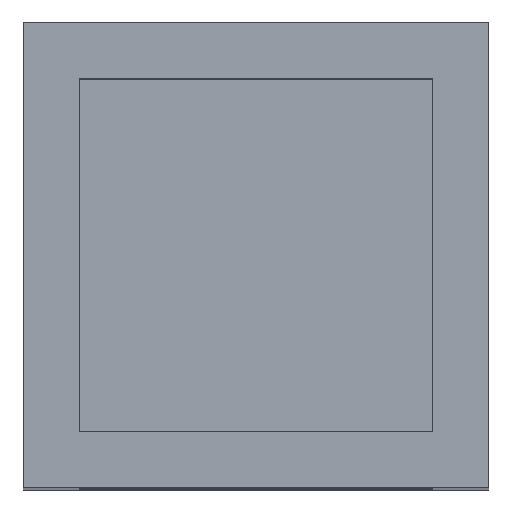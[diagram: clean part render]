
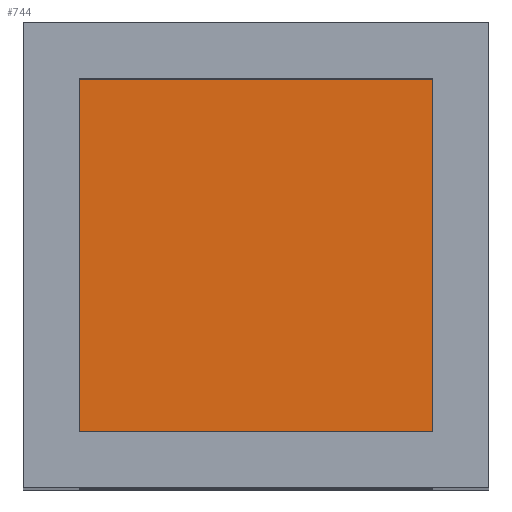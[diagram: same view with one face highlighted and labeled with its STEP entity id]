
A CAD part, top view. The second image highlights one B-rep face of the part: STEP entity #744.
In plain terms, the highlighted planar face has unit normal (0, 0, 1).
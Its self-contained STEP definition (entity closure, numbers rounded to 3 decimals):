
#27=FACE_OUTER_BOUND('',#69,.T.);
#69=EDGE_LOOP('',(#493,#494,#495,#496));
#120=LINE('',#1041,#223);
#121=LINE('',#1043,#224);
#122=LINE('',#1045,#225);
#123=LINE('',#1046,#226);
#223=VECTOR('',#848,10.);
#224=VECTOR('',#849,10.);
#225=VECTOR('',#850,10.);
#226=VECTOR('',#851,10.);
#326=VERTEX_POINT('',#1039);
#327=VERTEX_POINT('',#1040);
#328=VERTEX_POINT('',#1042);
#329=VERTEX_POINT('',#1044);
#388=EDGE_CURVE('',#326,#327,#120,.T.);
#389=EDGE_CURVE('',#327,#328,#121,.T.);
#390=EDGE_CURVE('',#328,#329,#122,.T.);
#391=EDGE_CURVE('',#326,#329,#123,.T.);
#493=ORIENTED_EDGE('',*,*,#388,.T.);
#494=ORIENTED_EDGE('',*,*,#389,.T.);
#495=ORIENTED_EDGE('',*,*,#390,.T.);
#496=ORIENTED_EDGE('',*,*,#391,.F.);
#703=PLANE('',#800);
#744=ADVANCED_FACE('',(#27),#703,.F.);
#800=AXIS2_PLACEMENT_3D('',#1038,#846,#847);
#846=DIRECTION('center_axis',(0.,0.,-1.));
#847=DIRECTION('ref_axis',(0.,1.,0.));
#848=DIRECTION('',(0.,-1.,0.));
#849=DIRECTION('',(1.,0.,0.));
#850=DIRECTION('',(0.,1.,0.));
#851=DIRECTION('',(1.,0.,0.));
#1038=CARTESIAN_POINT('Origin',(0.,0.,17.272));
#1039=CARTESIAN_POINT('',(-6.6,6.6,17.272));
#1040=CARTESIAN_POINT('',(-6.6,-6.6,17.272));
#1041=CARTESIAN_POINT('',(-6.6,8.7,17.272));
#1042=CARTESIAN_POINT('',(6.6,-6.6,17.272));
#1043=CARTESIAN_POINT('',(-8.7,-6.6,17.272));
#1044=CARTESIAN_POINT('',(6.6,6.6,17.272));
#1045=CARTESIAN_POINT('',(6.6,-8.7,17.272));
#1046=CARTESIAN_POINT('',(-8.7,6.6,17.272));
